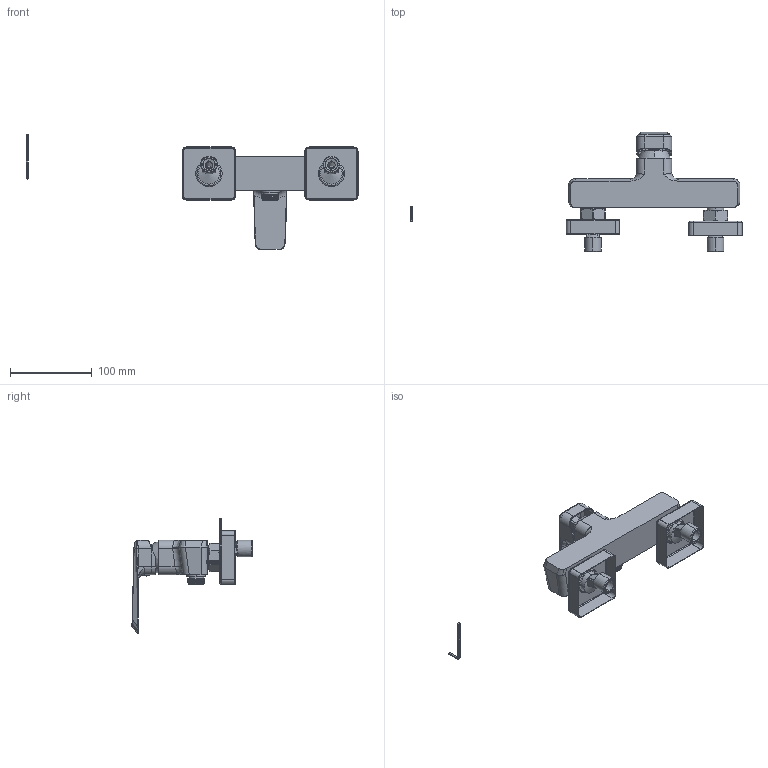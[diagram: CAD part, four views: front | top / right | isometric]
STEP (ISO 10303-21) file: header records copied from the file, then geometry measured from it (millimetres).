
FILE_DESCRIPTION((''),'2;1');
FILE_NAME('VFB338246-JO_ASM','2022-03-14T',('fth20'),(''),'CREO PARAMETRIC BY PTC INC, 2015480','CREO PARAMETRIC BY PTC INC, 2015480','');
FILE_SCHEMA(('CONFIG_CONTROL_DESIGN'));
Length unit declared in the file: millimetre
Products named in the file (18): 80T338246; J10350SD01; 8YG16045; 7ZG16363; 80P35VFB2; 8JTSW001G; 8J18X2A; 8NMSW001; 8J24X15X3; 80Q01000G; 8CM5X7; 80N81050; 80Q5B000; 8J22X2A; 8JT1A200G; J92030DM; 8BS25; VFB338246-JO_ASM
Assembly tree (23 placements, depth 2):
  VFB338246-JO_ASM
    80T338246
    J10350SD01
    8YG16045
    7ZG16363
    80P35VFB2
    8JTSW001G  x2
    8J18X2A  x2
    8NMSW001  x2
    8J24X15X3  x2
    80Q01000G  x2
    8CM5X7
    80N81050
    80Q5B000  x2
    8J22X2A
    8JT1A200G
    J92030DM
    8BS25
Bounding box: 406.55 x 147.09 x 140.81 mm (x, y, z)
Volume: 183152.9 mm3; surface area: 175874 mm2
Topology: 30 solids, 32 shells, 1502 faces, 3725 edges, 2335 vertices
Faces by surface type: plane 621, cylinder 472, cone 164, torus 164, bspline 77, extrusion 2, sphere 2
Entity records: 51460 total; most frequent: CARTESIAN_POINT 19253, DIRECTION 6683, ORIENTED_EDGE 6668, EDGE_CURVE 3334, AXIS2_PLACEMENT_3D 2542, VERTEX_POINT 2102, VECTOR 1599, LINE 1597
